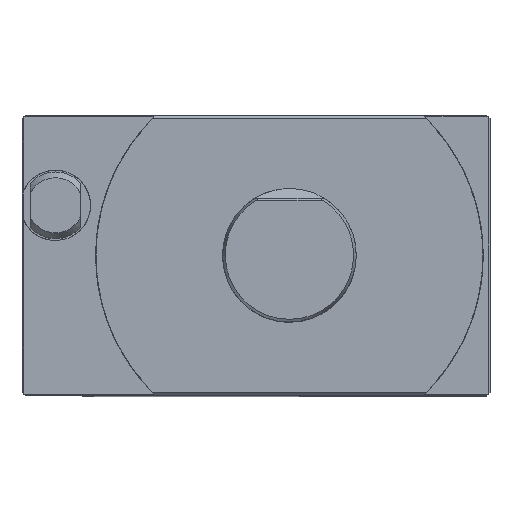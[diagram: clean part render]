
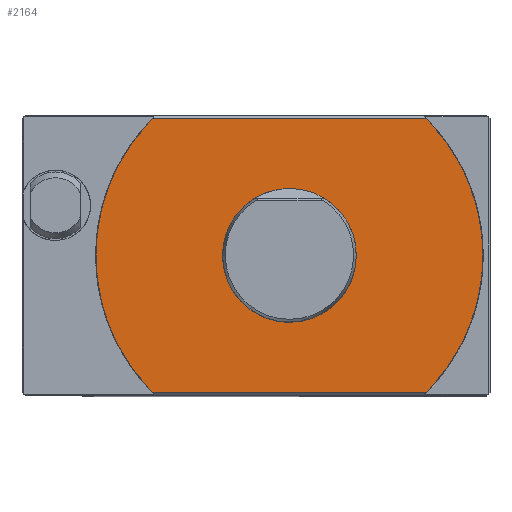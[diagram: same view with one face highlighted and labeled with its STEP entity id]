
A CAD part, top view. The second image highlights one B-rep face of the part: STEP entity #2164.
In plain terms, the highlighted planar face has unit normal (0, 0, 1).
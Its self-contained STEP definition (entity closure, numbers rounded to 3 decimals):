
#161=LINE('',#4031,#340);
#162=LINE('',#4032,#341);
#340=VECTOR('',#2826,1000.);
#341=VECTOR('',#2827,1000.);
#471=CIRCLE('',#2368,19.634);
#473=CIRCLE('',#2379,58.);
#474=CIRCLE('',#2383,58.);
#557=PLANE('',#2382);
#892=ORIENTED_EDGE('',*,*,#1376,.F.);
#893=ORIENTED_EDGE('',*,*,#1377,.T.);
#894=ORIENTED_EDGE('',*,*,#1373,.F.);
#895=ORIENTED_EDGE('',*,*,#1378,.T.);
#896=ORIENTED_EDGE('',*,*,#1344,.T.);
#1344=EDGE_CURVE('',#1811,#1811,#471,.F.);
#1373=EDGE_CURVE('',#1834,#1835,#473,.T.);
#1376=EDGE_CURVE('',#1836,#1837,#474,.T.);
#1377=EDGE_CURVE('',#1836,#1835,#161,.T.);
#1378=EDGE_CURVE('',#1834,#1837,#162,.T.);
#1610=EDGE_LOOP('',(#892,#893,#894,#895));
#1611=EDGE_LOOP('',(#896));
#1811=VERTEX_POINT('',#3962);
#1834=VERTEX_POINT('',#4023);
#1835=VERTEX_POINT('',#4024);
#1836=VERTEX_POINT('',#4029);
#1837=VERTEX_POINT('',#4030);
#1996=FACE_BOUND('',#1610,.T.);
#1997=FACE_BOUND('',#1611,.T.);
#2164=ADVANCED_FACE('',(#1996,#1997),#557,.F.);
#2368=AXIS2_PLACEMENT_3D('',#3961,#2767,#2768);
#2379=AXIS2_PLACEMENT_3D('',#4022,#2816,#2817);
#2382=AXIS2_PLACEMENT_3D('',#4027,#2822,#2823);
#2383=AXIS2_PLACEMENT_3D('',#4028,#2824,#2825);
#2767=DIRECTION('',(0.,0.,1.));
#2768=DIRECTION('',(1.,0.,0.));
#2816=DIRECTION('',(0.,0.,-1.));
#2817=DIRECTION('',(-1.,0.,0.));
#2822=DIRECTION('',(0.,0.,-1.));
#2823=DIRECTION('',(-1.,0.,0.));
#2824=DIRECTION('',(0.,0.,-1.));
#2825=DIRECTION('',(-1.,0.,0.));
#2826=DIRECTION('',(1.,0.,0.));
#2827=DIRECTION('',(-1.,0.,0.));
#3961=CARTESIAN_POINT('',(0.,0.,0.));
#3962=CARTESIAN_POINT('',(19.634,0.,0.));
#4022=CARTESIAN_POINT('',(0.,0.,0.));
#4023=CARTESIAN_POINT('',(41.024,41.,0.));
#4024=CARTESIAN_POINT('',(41.024,-41.,0.));
#4027=CARTESIAN_POINT('',(-80.,42.,0.));
#4028=CARTESIAN_POINT('',(0.,0.,0.));
#4029=CARTESIAN_POINT('',(-41.024,-41.,0.));
#4030=CARTESIAN_POINT('',(-41.024,41.,0.));
#4031=CARTESIAN_POINT('',(40.,-41.,0.));
#4032=CARTESIAN_POINT('',(-80.,41.,0.));
